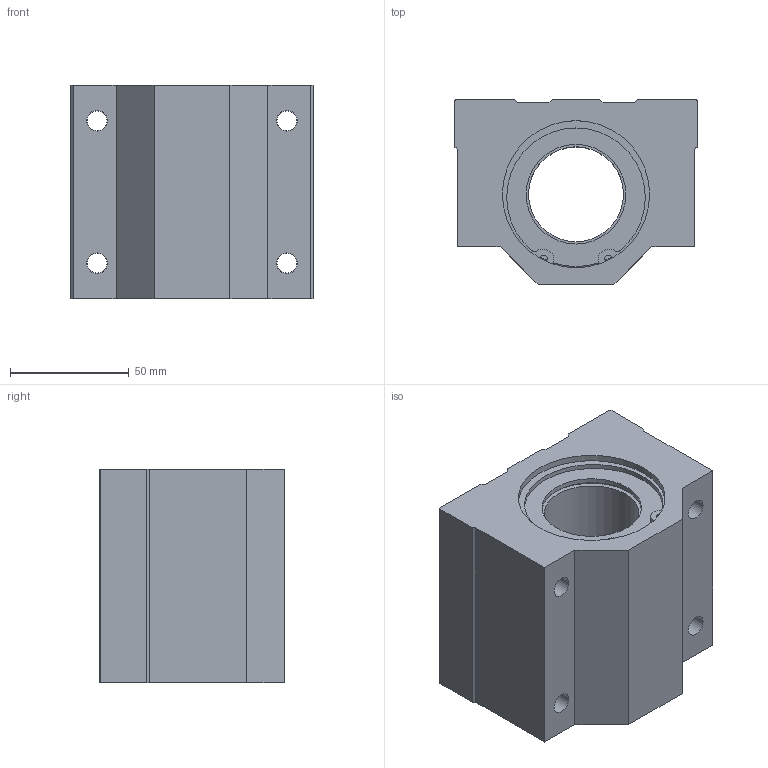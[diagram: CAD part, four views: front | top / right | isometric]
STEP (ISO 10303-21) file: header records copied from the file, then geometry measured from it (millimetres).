
FILE_DESCRIPTION(/* description */ ('STEP AP203'),/* implementation_level */ '2;1');
FILE_NAME(/* name */ 'SCE40UU',/* time_stamp */ '2022-08-20T02:26:50+02:00',/* author */ ('License CC BY-ND 4.0'),/* organization */ ('CADENAS'),/* preprocessor_version */ 'ST-DEVELOPER v18.102',/* originating_system */ 'PARTsolutions',/* authorisation */ ' ');
FILE_SCHEMA (('CONFIG_CONTROL_DESIGN'));
Length unit declared in the file: millimetre
Products named in the file (4): SCE40UU; LME40; Retaining ring GB 893.1-86 62; SCE40UUbody
Assembly tree (4 placements, depth 2):
  SCE40UU
    LME40
    Retaining ring GB 893.1-86 62  x2
    SCE40UUbody
Bounding box: 102 x 78 x 90 mm (x, y, z)
Volume: 481450.3 mm3; surface area: 98927.8 mm2
Topology: 4 solids, 4 shells, 95 faces, 208 edges, 137 vertices
Faces by surface type: plane 48, cylinder 41, cone 4, torus 2
Full cylindrical faces by diameter (mm): 3 x4, 8.376 x4, 8.7 x4, 40 x1, 42 x2, 44 x2, 59 x2, 62 x6, 65 x2
Entity records: 2241 total; most frequent: DIRECTION 394, CARTESIAN_POINT 350, ORIENTED_EDGE 292, AXIS2_PLACEMENT_3D 160, EDGE_CURVE 146, EDGE_LOOP 146, FACE_BOUND 146, VERTEX_POINT 116
